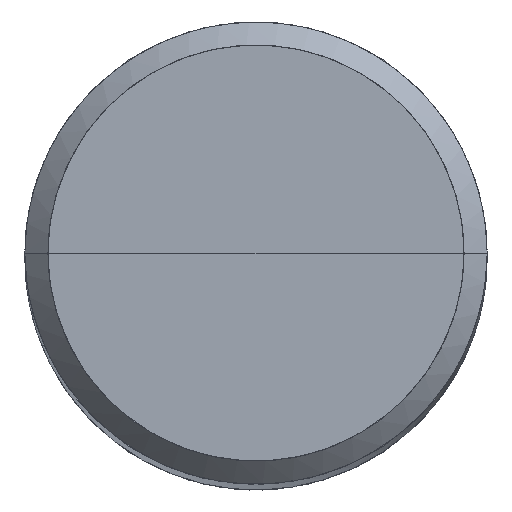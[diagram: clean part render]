
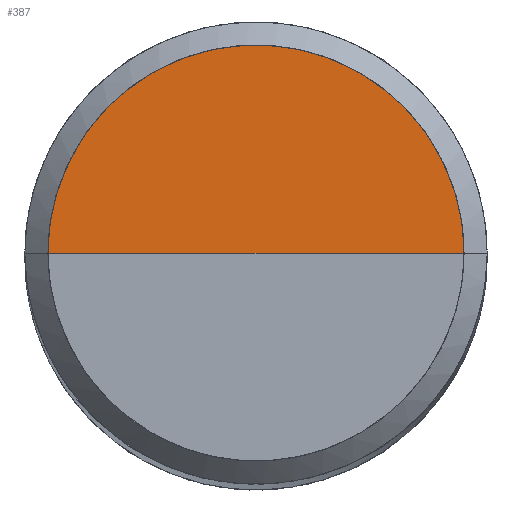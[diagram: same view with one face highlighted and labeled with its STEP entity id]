
A CAD part, top view. The second image highlights one B-rep face of the part: STEP entity #387.
In plain terms, the highlighted free-form (B-spline) face has degree [1, 2] with [2, 5] control points.
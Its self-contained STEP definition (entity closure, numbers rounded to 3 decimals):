
#81=CARTESIAN_POINT('',(-4.5,0.,65.));
#85=CARTESIAN_POINT('',(4.5,0.,65.));
#86=CARTESIAN_POINT('',(0.,0.,65.));
#93=CARTESIAN_POINT('',(4.5,4.5,65.));
#94=CARTESIAN_POINT('',(0.,4.5,65.));
#95=CARTESIAN_POINT('',(-4.5,4.5,65.));
#372=(
BOUNDED_SURFACE()
B_SPLINE_SURFACE(1,2,(
(#85,#93,#94,#95,#81),
(#86,#86,#86,#86,#86)
), .UNSPECIFIED.,.F.,.F.,.F.)
B_SPLINE_SURFACE_WITH_KNOTS((2,2),(3,2,3),(
0.,1.),(
0.,0.5,1.), .UNSPECIFIED.)
GEOMETRIC_REPRESENTATION_ITEM()
RATIONAL_B_SPLINE_SURFACE(((1.,0.707,1.,0.707,1.),
(1.,0.707,1.,0.707,1.)
))
REPRESENTATION_ITEM('')
SURFACE()
);
#373=(
BOUNDED_CURVE()
B_SPLINE_CURVE(2,(#81,#95,#94,#93,#85),.UNSPECIFIED.,.F.,.F.)
B_SPLINE_CURVE_WITH_KNOTS((3,2,3),
(0.,0.5,1.),.UNSPECIFIED.)
CURVE()
GEOMETRIC_REPRESENTATION_ITEM()
RATIONAL_B_SPLINE_CURVE((1.,0.707,1.,0.707,1.))
REPRESENTATION_ITEM('')
);
#374=(
BOUNDED_CURVE()
B_SPLINE_CURVE(1,(#85,#86),.UNSPECIFIED.,.F.,.F.)
B_SPLINE_CURVE_WITH_KNOTS((2,2),
(0.,1.),.UNSPECIFIED.)
CURVE()
GEOMETRIC_REPRESENTATION_ITEM()
RATIONAL_B_SPLINE_CURVE((1.,1.))
REPRESENTATION_ITEM('')
);
#375=(
BOUNDED_CURVE()
B_SPLINE_CURVE(1,(#86,#81),.UNSPECIFIED.,.F.,.F.)
B_SPLINE_CURVE_WITH_KNOTS((2,2),
(0.,1.),.UNSPECIFIED.)
CURVE()
GEOMETRIC_REPRESENTATION_ITEM()
RATIONAL_B_SPLINE_CURVE((1.,1.))
REPRESENTATION_ITEM('')
);
#376=VERTEX_POINT('',#81);
#377=VERTEX_POINT('',#85);
#378=VERTEX_POINT('',#86);
#379=EDGE_CURVE('',#376,#377,#373,.T.);
#380=EDGE_CURVE('',#377,#378,#374,.T.);
#381=EDGE_CURVE('',#378,#376,#375,.T.);
#382=ORIENTED_EDGE('',*,*,#379,.T.);
#383=ORIENTED_EDGE('',*,*,#380,.T.);
#384=ORIENTED_EDGE('',*,*,#381,.T.);
#385=EDGE_LOOP('',(#382,#383,#384));
#386=FACE_OUTER_BOUND('',#385,.T.);
#387=ADVANCED_FACE('',(#386),#372,.T.);
